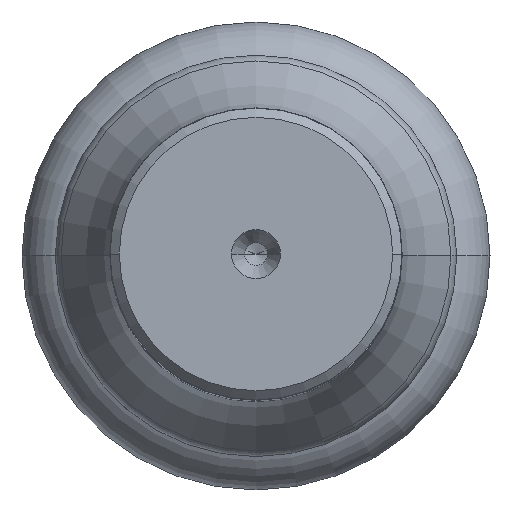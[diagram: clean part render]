
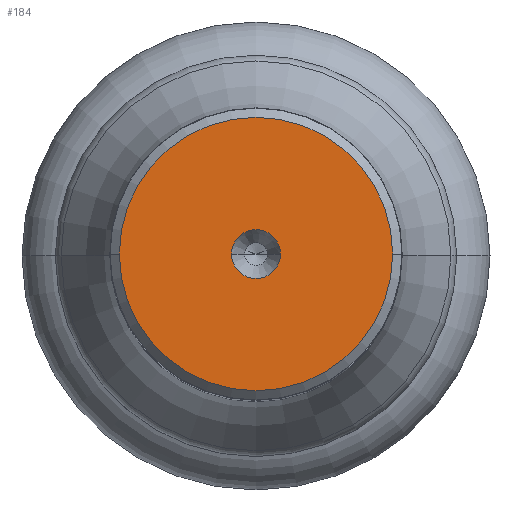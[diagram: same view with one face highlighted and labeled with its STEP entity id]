
A CAD part, top view. The second image highlights one B-rep face of the part: STEP entity #184.
In plain terms, the highlighted planar face has unit normal (0, 0, 1).
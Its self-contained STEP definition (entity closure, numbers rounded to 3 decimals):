
#124=PLANE('',#1002);
#131=FACE_BOUND('',#297,.T.);
#132=FACE_BOUND('',#298,.T.);
#184=ADVANCED_FACE('',(#131,#132),#124,.F.);
#297=EDGE_LOOP('',(#497,#498,#499,#500));
#298=EDGE_LOOP('',(#501,#502));
#497=ORIENTED_EDGE('',*,*,#714,.F.);
#498=ORIENTED_EDGE('',*,*,#713,.F.);
#499=ORIENTED_EDGE('',*,*,#711,.F.);
#500=ORIENTED_EDGE('',*,*,#710,.F.);
#501=ORIENTED_EDGE('',*,*,#717,.F.);
#502=ORIENTED_EDGE('',*,*,#718,.F.);
#604=VERTEX_POINT('',#1540);
#605=VERTEX_POINT('',#1542);
#606=VERTEX_POINT('',#1544);
#607=VERTEX_POINT('',#1548);
#609=VERTEX_POINT('',#1556);
#610=VERTEX_POINT('',#1557);
#710=EDGE_CURVE('',#604,#605,#809,.T.);
#711=EDGE_CURVE('',#605,#606,#810,.T.);
#713=EDGE_CURVE('',#606,#607,#811,.T.);
#714=EDGE_CURVE('',#607,#604,#812,.T.);
#717=EDGE_CURVE('',#609,#610,#815,.T.);
#718=EDGE_CURVE('',#610,#609,#816,.T.);
#809=CIRCLE('',#991,14.84);
#810=CIRCLE('',#992,14.84);
#811=CIRCLE('',#994,14.84);
#812=CIRCLE('',#995,14.84);
#815=CIRCLE('',#1000,2.65);
#816=CIRCLE('',#1001,2.65);
#991=AXIS2_PLACEMENT_3D('',#1541,#1272,#1273);
#992=AXIS2_PLACEMENT_3D('',#1543,#1274,#1275);
#994=AXIS2_PLACEMENT_3D('',#1547,#1279,#1280);
#995=AXIS2_PLACEMENT_3D('',#1549,#1281,#1282);
#1000=AXIS2_PLACEMENT_3D('',#1555,#1291,#1292);
#1001=AXIS2_PLACEMENT_3D('',#1558,#1293,#1294);
#1002=AXIS2_PLACEMENT_3D('',#1559,#1295,#1296);
#1272=DIRECTION('',(0.,0.,-1.));
#1273=DIRECTION('',(1.,0.,0.));
#1274=DIRECTION('',(0.,0.,-1.));
#1275=DIRECTION('',(0.,-1.,0.));
#1279=DIRECTION('',(0.,0.,-1.));
#1280=DIRECTION('',(-1.,0.,0.));
#1281=DIRECTION('',(0.,0.,-1.));
#1282=DIRECTION('',(0.,1.,0.));
#1291=DIRECTION('',(0.,0.,1.));
#1292=DIRECTION('',(-1.,0.,0.));
#1293=DIRECTION('',(0.,0.,1.));
#1294=DIRECTION('',(1.,0.,0.));
#1295=DIRECTION('',(0.,0.,-1.));
#1296=DIRECTION('',(-1.,0.,0.));
#1540=CARTESIAN_POINT('',(14.84,0.,0.));
#1541=CARTESIAN_POINT('',(0.,0.,0.));
#1542=CARTESIAN_POINT('',(0.,-14.84,0.));
#1543=CARTESIAN_POINT('',(0.,0.,0.));
#1544=CARTESIAN_POINT('',(-14.84,0.,0.));
#1547=CARTESIAN_POINT('',(0.,0.,0.));
#1548=CARTESIAN_POINT('',(0.,14.84,0.));
#1549=CARTESIAN_POINT('',(0.,0.,0.));
#1555=CARTESIAN_POINT('',(0.,0.,0.));
#1556=CARTESIAN_POINT('',(-2.65,0.,0.));
#1557=CARTESIAN_POINT('',(2.65,0.,0.));
#1558=CARTESIAN_POINT('',(0.,0.,0.));
#1559=CARTESIAN_POINT('',(0.,0.,0.));
